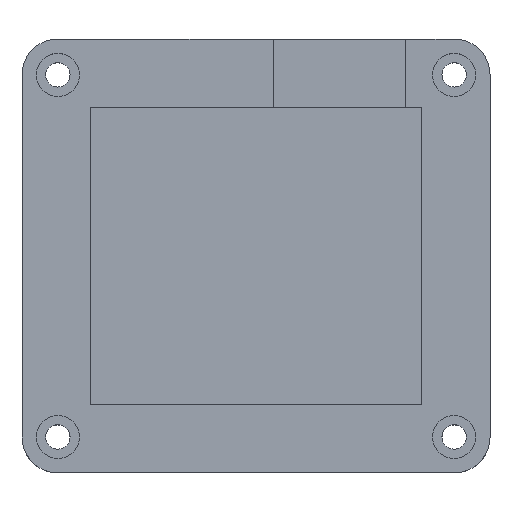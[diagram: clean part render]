
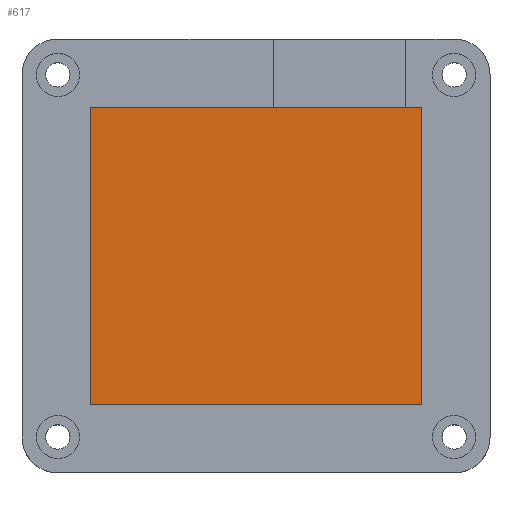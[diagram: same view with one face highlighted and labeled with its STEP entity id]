
A CAD part, top view. The second image highlights one B-rep face of the part: STEP entity #617.
In plain terms, the highlighted planar face has unit normal (0, 0, 1).
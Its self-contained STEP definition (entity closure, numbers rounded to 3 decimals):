
#39=PLANE('',#681);
#65=FACE_OUTER_BOUND('',#107,.T.);
#107=EDGE_LOOP('',(#493,#494,#495,#496));
#177=LINE('',#1012,#229);
#179=LINE('',#1017,#231);
#180=LINE('',#1018,#232);
#181=LINE('',#1019,#233);
#229=VECTOR('',#809,10.);
#231=VECTOR('',#813,10.);
#232=VECTOR('',#814,10.);
#233=VECTOR('',#815,10.);
#313=VERTEX_POINT('',#1009);
#314=VERTEX_POINT('',#1011);
#315=VERTEX_POINT('',#1015);
#316=VERTEX_POINT('',#1016);
#381=EDGE_CURVE('',#313,#314,#177,.T.);
#383=EDGE_CURVE('',#315,#316,#179,.T.);
#384=EDGE_CURVE('',#314,#315,#180,.T.);
#385=EDGE_CURVE('',#316,#313,#181,.T.);
#493=ORIENTED_EDGE('',*,*,#383,.F.);
#494=ORIENTED_EDGE('',*,*,#384,.F.);
#495=ORIENTED_EDGE('',*,*,#381,.F.);
#496=ORIENTED_EDGE('',*,*,#385,.F.);
#617=ADVANCED_FACE('',(#65),#39,.T.);
#681=AXIS2_PLACEMENT_3D('',#1014,#811,#812);
#809=DIRECTION('',(1.,0.,0.));
#811=DIRECTION('center_axis',(0.,0.,1.));
#812=DIRECTION('ref_axis',(1.,0.,0.));
#813=DIRECTION('',(-1.,0.,0.));
#814=DIRECTION('',(0.,-1.,0.));
#815=DIRECTION('',(0.,1.,0.));
#1009=CARTESIAN_POINT('',(-15.,20.,3.));
#1011=CARTESIAN_POINT('',(31.244,20.,3.));
#1012=CARTESIAN_POINT('',(-3.439,20.,3.));
#1014=CARTESIAN_POINT('Origin',(8.122,-0.741,3.));
#1015=CARTESIAN_POINT('',(31.244,-21.481,3.));
#1016=CARTESIAN_POINT('',(-15.,-21.481,3.));
#1017=CARTESIAN_POINT('',(19.683,-21.481,3.));
#1018=CARTESIAN_POINT('',(31.244,9.63,3.));
#1019=CARTESIAN_POINT('',(-15.,-11.111,3.));
